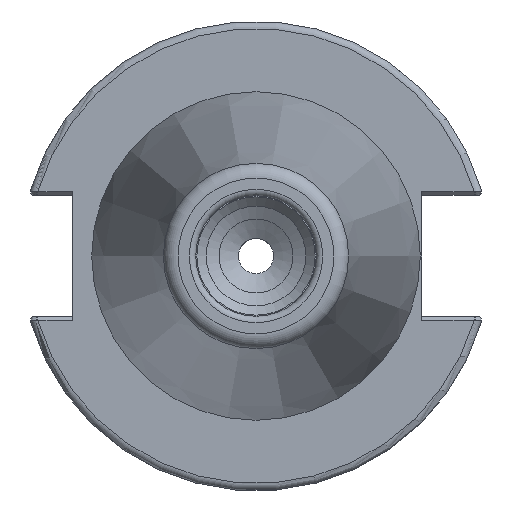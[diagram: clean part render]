
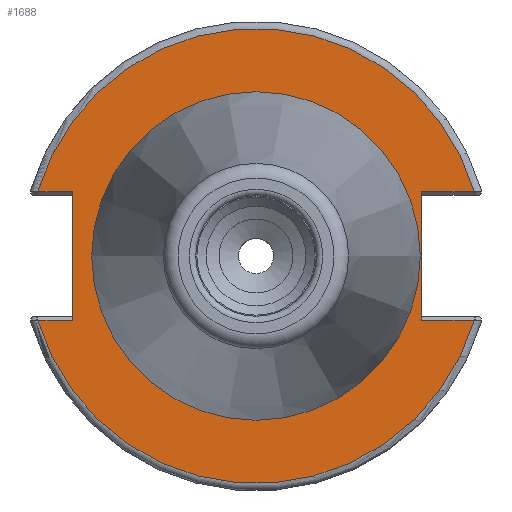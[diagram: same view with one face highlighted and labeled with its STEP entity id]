
A CAD part, left-side view. The second image highlights one B-rep face of the part: STEP entity #1688.
In plain terms, the highlighted planar face has unit normal (-1, 0, 0).
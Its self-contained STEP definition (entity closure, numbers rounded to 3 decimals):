
#51=PLANE('',#1845);
#83=FACE_BOUND('',#240,.T.);
#142=FACE_OUTER_BOUND('',#239,.T.);
#239=EDGE_LOOP('',(#1259,#1260,#1261,#1262,#1263,#1264,#1265,#1266));
#240=EDGE_LOOP('',(#1267,#1268));
#359=CIRCLE('',#1844,30.775);
#360=CIRCLE('',#1846,30.775);
#361=CIRCLE('',#1847,22.225);
#362=CIRCLE('',#1848,22.225);
#433=LINE('',#2718,#537);
#435=LINE('',#2786,#539);
#436=LINE('',#2788,#540);
#437=LINE('',#2792,#541);
#438=LINE('',#2794,#542);
#439=LINE('',#2795,#543);
#537=VECTOR('',#2096,10.);
#539=VECTOR('',#2114,10.);
#540=VECTOR('',#2115,10.);
#541=VECTOR('',#2118,10.);
#542=VECTOR('',#2119,10.);
#543=VECTOR('',#2120,10.);
#718=VERTEX_POINT('',#2711);
#721=VERTEX_POINT('',#2716);
#727=VERTEX_POINT('',#2764);
#729=VERTEX_POINT('',#2785);
#730=VERTEX_POINT('',#2787);
#731=VERTEX_POINT('',#2789);
#732=VERTEX_POINT('',#2791);
#733=VERTEX_POINT('',#2793);
#734=VERTEX_POINT('',#2796);
#735=VERTEX_POINT('',#2797);
#917=EDGE_CURVE('',#721,#718,#433,.T.);
#927=EDGE_CURVE('',#718,#727,#359,.T.);
#930=EDGE_CURVE('',#721,#729,#435,.T.);
#931=EDGE_CURVE('',#730,#729,#436,.T.);
#932=EDGE_CURVE('',#731,#730,#360,.T.);
#933=EDGE_CURVE('',#732,#731,#437,.T.);
#934=EDGE_CURVE('',#732,#733,#438,.T.);
#935=EDGE_CURVE('',#727,#733,#439,.T.);
#936=EDGE_CURVE('',#734,#735,#361,.T.);
#937=EDGE_CURVE('',#735,#734,#362,.T.);
#1259=ORIENTED_EDGE('',*,*,#917,.F.);
#1260=ORIENTED_EDGE('',*,*,#930,.T.);
#1261=ORIENTED_EDGE('',*,*,#931,.F.);
#1262=ORIENTED_EDGE('',*,*,#932,.F.);
#1263=ORIENTED_EDGE('',*,*,#933,.F.);
#1264=ORIENTED_EDGE('',*,*,#934,.T.);
#1265=ORIENTED_EDGE('',*,*,#935,.F.);
#1266=ORIENTED_EDGE('',*,*,#927,.F.);
#1267=ORIENTED_EDGE('',*,*,#936,.T.);
#1268=ORIENTED_EDGE('',*,*,#937,.T.);
#1688=ADVANCED_FACE('',(#142,#83),#51,.T.);
#1844=AXIS2_PLACEMENT_3D('',#2765,#2110,#2111);
#1845=AXIS2_PLACEMENT_3D('',#2784,#2112,#2113);
#1846=AXIS2_PLACEMENT_3D('',#2790,#2116,#2117);
#1847=AXIS2_PLACEMENT_3D('',#2798,#2121,#2122);
#1848=AXIS2_PLACEMENT_3D('',#2799,#2123,#2124);
#2096=DIRECTION('',(0.,-1.,0.));
#2110=DIRECTION('center_axis',(1.,0.,0.));
#2111=DIRECTION('ref_axis',(0.,0.,-1.));
#2112=DIRECTION('center_axis',(-1.,0.,0.));
#2113=DIRECTION('ref_axis',(0.,0.,1.));
#2114=DIRECTION('',(0.,0.,1.));
#2115=DIRECTION('',(0.,1.,0.));
#2116=DIRECTION('center_axis',(1.,0.,0.));
#2117=DIRECTION('ref_axis',(0.,0.,-1.));
#2118=DIRECTION('',(0.,1.,0.));
#2119=DIRECTION('',(0.,0.,-1.));
#2120=DIRECTION('',(0.,-1.,0.));
#2121=DIRECTION('center_axis',(1.,0.,0.));
#2122=DIRECTION('ref_axis',(0.,0.,-1.));
#2123=DIRECTION('center_axis',(1.,0.,0.));
#2124=DIRECTION('ref_axis',(0.,0.,-1.));
#2711=CARTESIAN_POINT('',(3.175,-29.523,-8.69));
#2716=CARTESIAN_POINT('',(3.175,-22.41,-8.69));
#2718=CARTESIAN_POINT('',(3.175,-4.878,-8.69));
#2764=CARTESIAN_POINT('',(3.175,29.523,-8.69));
#2765=CARTESIAN_POINT('Origin',(3.175,0.,
0.));
#2784=CARTESIAN_POINT('Origin',(3.175,30.775,0.));
#2785=CARTESIAN_POINT('',(3.175,-22.41,8.69));
#2786=CARTESIAN_POINT('',(3.175,-22.41,-4.095));
#2787=CARTESIAN_POINT('',(3.175,-29.523,8.69));
#2788=CARTESIAN_POINT('',(3.175,4.182,8.69));
#2789=CARTESIAN_POINT('',(3.175,29.523,8.69));
#2790=CARTESIAN_POINT('Origin',(3.175,0.,
0.));
#2791=CARTESIAN_POINT('',(3.175,24.8,8.69));
#2792=CARTESIAN_POINT('',(3.175,32.958,8.69));
#2793=CARTESIAN_POINT('',(3.175,24.8,-8.69));
#2794=CARTESIAN_POINT('',(3.175,24.8,4.095));
#2795=CARTESIAN_POINT('',(3.175,27.788,-8.69));
#2796=CARTESIAN_POINT('',(3.175,22.225,0.));
#2797=CARTESIAN_POINT('',(3.175,-22.225,0.));
#2798=CARTESIAN_POINT('Origin',(3.175,0.,
0.));
#2799=CARTESIAN_POINT('Origin',(3.175,0.,
0.));
